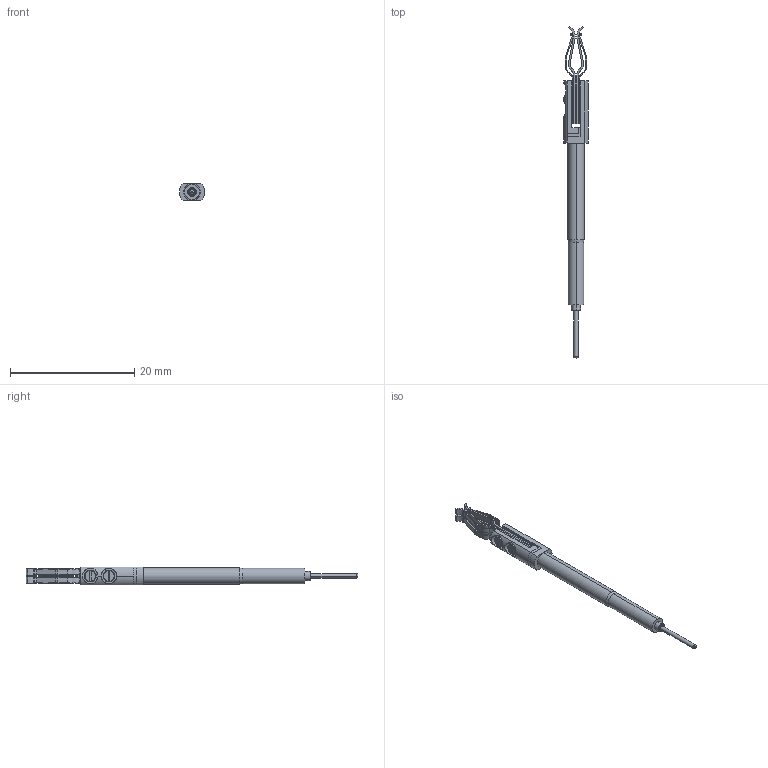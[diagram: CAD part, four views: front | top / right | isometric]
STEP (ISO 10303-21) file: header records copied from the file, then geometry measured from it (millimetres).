
FILE_DESCRIPTION (( 'STEP AP203' ), '1' );
FILE_NAME ('INGUN_VK-541_T0510_1410_M_3S05_A.STEP', '2022-03-08T13:15:27', ( 'ochi' ), ( '' ), 'SwSTEP 2.0', 'SolidWorks 2018', '' );
FILE_SCHEMA (( 'CONFIG_CONTROL_DESIGN' ));
Length unit declared in the file: millimetre
Products named in the file (1): INGUN_VK-541_T0510_1410_M_3S05_A
Bounding box: 4 x 53.45 x 2.8 mm (x, y, z)
Volume: 247.1 mm3; surface area: 635.1 mm2
Topology: 1 solids, 1 shells, 284 faces, 765 edges, 496 vertices
Faces by surface type: plane 143, cylinder 99, bspline 22, torus 12, cone 8
Entity records: 9562 total; most frequent: CARTESIAN_POINT 2382, ORIENTED_EDGE 1530, DIRECTION 1447, EDGE_CURVE 765, AXIS2_PLACEMENT_3D 529, VERTEX_POINT 496, LINE 389, VECTOR 389
